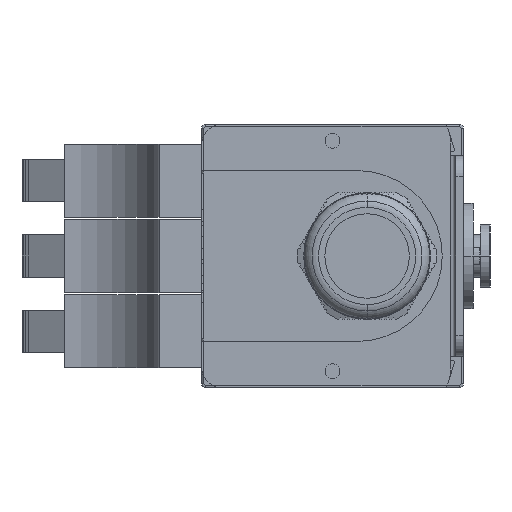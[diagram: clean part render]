
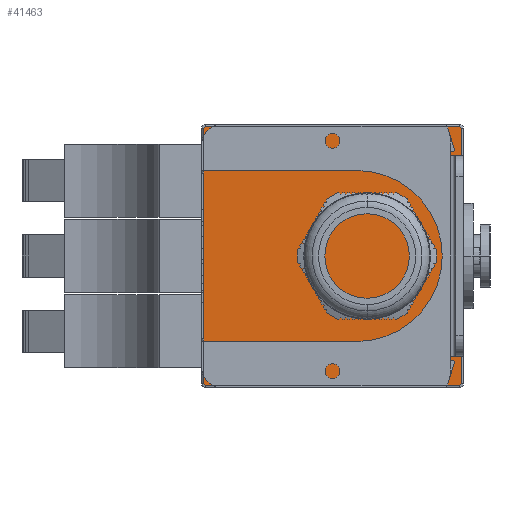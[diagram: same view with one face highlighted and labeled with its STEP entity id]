
A CAD part, left-side view. The second image highlights one B-rep face of the part: STEP entity #41463.
In plain terms, the highlighted planar face has unit normal (-1, 0, 0).
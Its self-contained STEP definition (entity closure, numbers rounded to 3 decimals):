
#14214=CARTESIAN_POINT('',(0.,0.5,-30.25));
#14215=CARTESIAN_POINT('',(0.,0.5,-30.404));
#14216=CARTESIAN_POINT('',(0.,0.623,-30.633));
#14217=CARTESIAN_POINT('',(0.,0.849,-30.75));
#14218=CARTESIAN_POINT('',(0.,1.,-30.75));
#14229=DIRECTION('',(0.,1.,0.));
#14230=VECTOR('',#14229,60.);
#14231=CARTESIAN_POINT('',(0.,1.,-30.75));
#14232=LINE('',#14231,#14230);
#14422=DIRECTION('',(0.,0.,-1.));
#14423=VECTOR('',#14422,60.5);
#14424=CARTESIAN_POINT('',(0.,0.5,30.25));
#14425=LINE('',#14424,#14423);
#14431=DIRECTION('',(0.,0.,-1.));
#14432=VECTOR('',#14431,39.3);
#14433=CARTESIAN_POINT('',(0.,61.5,19.65));
#14434=LINE('',#14433,#14432);
#14435=DIRECTION('',(0.,0.,1.));
#14436=VECTOR('',#14435,10.6);
#14437=CARTESIAN_POINT('',(0.,61.5,-30.25));
#14438=LINE('',#14437,#14436);
#14458=CARTESIAN_POINT('',(0.,61.,-30.75));
#14459=CARTESIAN_POINT('',(0.,61.151,-30.75));
#14460=CARTESIAN_POINT('',(0.,61.377,-30.633));
#14461=CARTESIAN_POINT('',(0.,61.5,-30.404));
#14462=CARTESIAN_POINT('',(0.,61.5,-30.25));
#14654=CARTESIAN_POINT('',(0.,61.5,30.25));
#14655=CARTESIAN_POINT('',(0.,61.5,30.404));
#14656=CARTESIAN_POINT('',(0.,61.377,30.633));
#14657=CARTESIAN_POINT('',(0.,61.151,30.75));
#14658=CARTESIAN_POINT('',(0.,61.,30.75));
#14669=DIRECTION('',(0.,-1.,0.));
#14670=VECTOR('',#14669,60.);
#14671=CARTESIAN_POINT('',(0.,61.,30.75));
#14672=LINE('',#14671,#14670);
#14683=CARTESIAN_POINT('',(0.,1.,30.75));
#14684=CARTESIAN_POINT('',(0.,0.849,30.75));
#14685=CARTESIAN_POINT('',(0.,0.623,30.633));
#14686=CARTESIAN_POINT('',(0.,0.5,30.404));
#14687=CARTESIAN_POINT('',(0.,0.5,30.25));
#14711=DIRECTION('',(0.,0.,1.));
#14712=VECTOR('',#14711,10.6);
#14713=CARTESIAN_POINT('',(0.,61.5,19.65));
#14714=LINE('',#14713,#14712);
#17398=CARTESIAN_POINT('',(0.,61.5,-30.25));
#17399=CARTESIAN_POINT('',(0.,61.5,-19.65));
#17400=VERTEX_POINT('',#17398);
#17401=VERTEX_POINT('',#17399);
#17408=VERTEX_POINT('',#14458);
#17411=CARTESIAN_POINT('',(0.,1.,-30.75));
#17412=VERTEX_POINT('',#17411);
#17415=VERTEX_POINT('',#14214);
#17418=CARTESIAN_POINT('',(0.,0.5,30.25));
#17419=VERTEX_POINT('',#17418);
#17422=VERTEX_POINT('',#14683);
#17425=CARTESIAN_POINT('',(0.,61.,30.75));
#17426=VERTEX_POINT('',#17425);
#17429=VERTEX_POINT('',#14654);
#17432=CARTESIAN_POINT('',(0.,61.5,19.65));
#17433=VERTEX_POINT('',#17432);
#41439=CARTESIAN_POINT('',(0.,0.,0.));
#41440=DIRECTION('',(1.,0.,0.));
#41441=DIRECTION('',(0.,0.,-1.));
#41442=AXIS2_PLACEMENT_3D('',#41439,#41440,#41441);
#41443=PLANE('',#41442);
#41445=ORIENTED_EDGE('',*,*,#41444,.T.);
#41447=ORIENTED_EDGE('',*,*,#41446,.F.);
#41449=ORIENTED_EDGE('',*,*,#41448,.T.);
#41451=ORIENTED_EDGE('',*,*,#41450,.T.);
#41453=ORIENTED_EDGE('',*,*,#41452,.T.);
#41455=ORIENTED_EDGE('',*,*,#41454,.T.);
#41456=ORIENTED_EDGE('',*,*,#41432,.T.);
#41457=ORIENTED_EDGE('',*,*,#41137,.T.);
#41458=ORIENTED_EDGE('',*,*,#41153,.T.);
#41460=ORIENTED_EDGE('',*,*,#41459,.T.);
#41461=EDGE_LOOP('',(#41445,#41447,#41449,#41451,#41453,#41455,#41456,#41457,
#41458,#41460));
#41462=FACE_OUTER_BOUND('',#41461,.F.);
#41463=ADVANCED_FACE('',(#41462),#41443,.F.);
#14219=B_SPLINE_CURVE_WITH_KNOTS('',3,(#14214,#14215,#14216,#14217,#14218),
.UNSPECIFIED.,.F.,.F.,(4,1,4),(0.,0.5,1.),.UNSPECIFIED.);
#14463=B_SPLINE_CURVE_WITH_KNOTS('',3,(#14458,#14459,#14460,#14461,#14462),
.UNSPECIFIED.,.F.,.F.,(4,1,4),(0.,0.5,1.),.UNSPECIFIED.);
#14659=B_SPLINE_CURVE_WITH_KNOTS('',3,(#14654,#14655,#14656,#14657,#14658),
.UNSPECIFIED.,.F.,.F.,(4,1,4),(0.,0.5,1.),.UNSPECIFIED.);
#14688=B_SPLINE_CURVE_WITH_KNOTS('',3,(#14683,#14684,#14685,#14686,#14687),
.UNSPECIFIED.,.F.,.F.,(4,1,4),(0.,0.5,1.),.UNSPECIFIED.);
#41137=EDGE_CURVE('',#17415,#17412,#14219,.T.);
#41153=EDGE_CURVE('',#17412,#17408,#14232,.T.);
#41432=EDGE_CURVE('',#17419,#17415,#14425,.T.);
#41444=EDGE_CURVE('',#17400,#17401,#14438,.T.);
#41446=EDGE_CURVE('',#17433,#17401,#14434,.T.);
#41448=EDGE_CURVE('',#17433,#17429,#14714,.T.);
#41450=EDGE_CURVE('',#17429,#17426,#14659,.T.);
#41452=EDGE_CURVE('',#17426,#17422,#14672,.T.);
#41454=EDGE_CURVE('',#17422,#17419,#14688,.T.);
#41459=EDGE_CURVE('',#17408,#17400,#14463,.T.);
